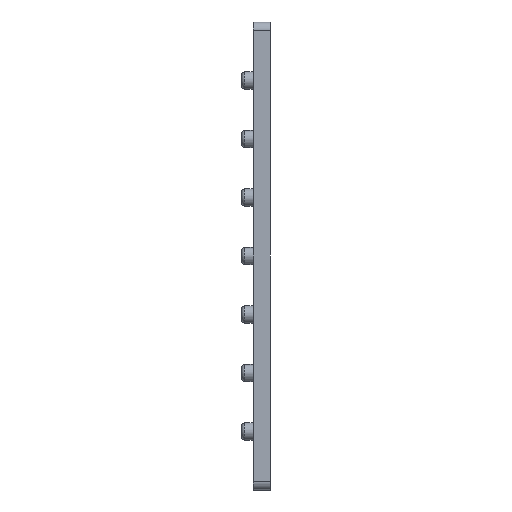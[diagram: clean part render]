
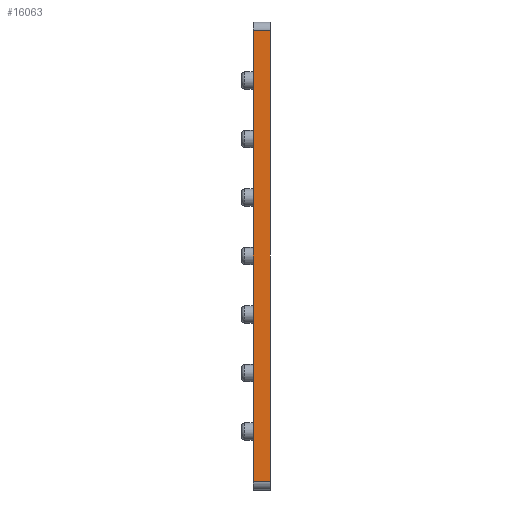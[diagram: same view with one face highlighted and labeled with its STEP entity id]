
A CAD part, left-side view. The second image highlights one B-rep face of the part: STEP entity #16063.
In plain terms, the highlighted planar face has unit normal (-1, 0, 0).
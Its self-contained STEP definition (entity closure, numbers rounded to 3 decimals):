
#51 = LINE ( 'NONE', #4722, #8598 ) ;
#722 = EDGE_CURVE ( 'NONE', #28227, #23366, #22827, .T. ) ;
#761 = EDGE_CURVE ( 'NONE', #7932, #2039, #9211, .T. ) ;
#955 = CARTESIAN_POINT ( 'NONE',  ( -123., -5., -79. ) ) ;
#1393 = LINE ( 'NONE', #21261, #2494 ) ;
#2039 = VERTEX_POINT ( 'NONE', #955 ) ;
#2494 = VECTOR ( 'NONE', #23790, 1000. ) ;
#3157 = VECTOR ( 'NONE', #17174, 1000. ) ;
#3197 = DIRECTION ( 'NONE',  ( 0., 0., -1. ) ) ;
#3613 = CARTESIAN_POINT ( 'NONE',  ( -123., -5., 79. ) ) ;
#4652 = CARTESIAN_POINT ( 'NONE',  ( -123., 1., -79. ) ) ;
#4722 = CARTESIAN_POINT ( 'NONE',  ( -123., -5., 79. ) ) ;
#5189 = CARTESIAN_POINT ( 'NONE',  ( -123., 1., 82. ) ) ;
#6785 = ORIENTED_EDGE ( 'NONE', *, *, #26480, .F. ) ;
#7115 = ORIENTED_EDGE ( 'NONE', *, *, #761, .T. ) ;
#7932 = VERTEX_POINT ( 'NONE', #4652 ) ;
#8598 = VECTOR ( 'NONE', #27464, 1000. ) ;
#8940 = CARTESIAN_POINT ( 'NONE',  ( -123., 1., 79. ) ) ;
#9211 = LINE ( 'NONE', #14879, #3157 ) ;
#9538 = ORIENTED_EDGE ( 'NONE', *, *, #722, .T. ) ;
#10063 = DIRECTION ( 'NONE',  ( 1., 0., 0. ) ) ;
#12848 = EDGE_LOOP ( 'NONE', ( #26110, #7115, #6785, #9538 ) ) ;
#14562 = PLANE ( 'NONE',  #14952 ) ;
#14879 = CARTESIAN_POINT ( 'NONE',  ( -123., 1., -79. ) ) ;
#14952 = AXIS2_PLACEMENT_3D ( 'NONE', #5189, #10063, #3197 ) ;
#16021 = EDGE_CURVE ( 'NONE', #7932, #23366, #1393, .T. ) ;
#16063 = ADVANCED_FACE ( 'NONE', ( #24306 ), #14562, .F. ) ;
#17174 = DIRECTION ( 'NONE',  ( 0., -1., 0. ) ) ;
#17799 = VECTOR ( 'NONE', #20045, 1000. ) ;
#20045 = DIRECTION ( 'NONE',  ( 0., 1., 0. ) ) ;
#21261 = CARTESIAN_POINT ( 'NONE',  ( -123., 1., 82. ) ) ;
#22827 = LINE ( 'NONE', #8940, #17799 ) ;
#23366 = VERTEX_POINT ( 'NONE', #25949 ) ;
#23790 = DIRECTION ( 'NONE',  ( 0., 0., 1. ) ) ;
#24306 = FACE_OUTER_BOUND ( 'NONE', #12848, .T. ) ;
#25949 = CARTESIAN_POINT ( 'NONE',  ( -123., 1., 79. ) ) ;
#26110 = ORIENTED_EDGE ( 'NONE', *, *, #16021, .F. ) ;
#26480 = EDGE_CURVE ( 'NONE', #28227, #2039, #51, .T. ) ;
#27464 = DIRECTION ( 'NONE',  ( 0., 0., -1. ) ) ;
#28227 = VERTEX_POINT ( 'NONE', #3613 ) ;
